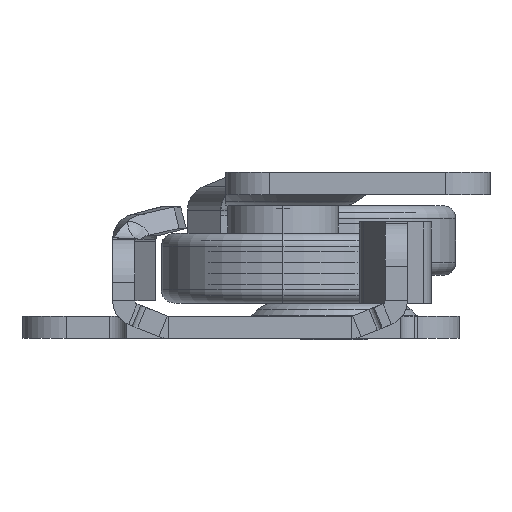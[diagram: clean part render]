
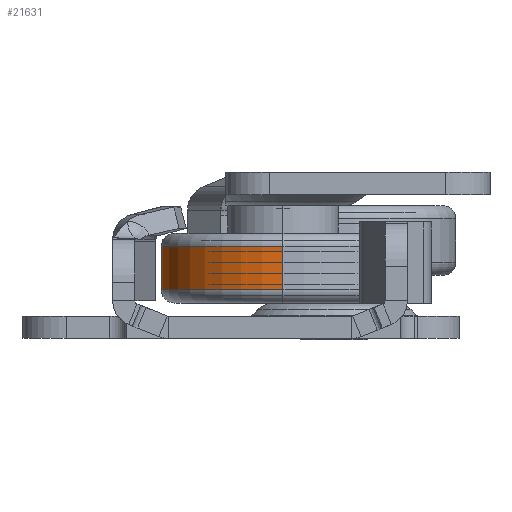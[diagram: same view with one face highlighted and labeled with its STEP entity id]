
A CAD part, left-side view. The second image highlights one B-rep face of the part: STEP entity #21631.
In plain terms, the highlighted cylindrical face has radius 11 mm (diameter 22 mm), a partial arc.
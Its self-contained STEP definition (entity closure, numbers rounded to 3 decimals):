
#1465 = ORIENTED_EDGE ( 'NONE', *, *, #14234, .T. ) ;
#1570 = DIRECTION ( 'NONE',  ( 0., 0., 1. ) ) ;
#1860 = CARTESIAN_POINT ( 'NONE',  ( 0., 0., 0. ) ) ;
#1998 = EDGE_CURVE ( 'NONE', #21458, #14102, #18420, .T. ) ;
#3123 = DIRECTION ( 'NONE',  ( 0., 0., 1. ) ) ;
#3499 = ORIENTED_EDGE ( 'NONE', *, *, #14236, .T. ) ;
#4426 = CARTESIAN_POINT ( 'NONE',  ( 5.1, 0., -11. ) ) ;
#4605 = DIRECTION ( 'NONE',  ( -1., 0., 0. ) ) ;
#4960 = FACE_OUTER_BOUND ( 'NONE', #17877, .T. ) ;
#4987 = ORIENTED_EDGE ( 'NONE', *, *, #1998, .F. ) ;
#6393 = CARTESIAN_POINT ( 'NONE',  ( 1.2, 0., 0. ) ) ;
#7160 = VERTEX_POINT ( 'NONE', #4426 ) ;
#7274 = VECTOR ( 'NONE', #22295, 1000. ) ;
#8012 = VERTEX_POINT ( 'NONE', #10411 ) ;
#8548 = LINE ( 'NONE', #17124, #7274 ) ;
#9826 = AXIS2_PLACEMENT_3D ( 'NONE', #13483, #9928, #20456 ) ;
#9928 = DIRECTION ( 'NONE',  ( -1., 0., 0. ) ) ;
#10102 = ORIENTED_EDGE ( 'NONE', *, *, #11295, .F. ) ;
#10185 = DIRECTION ( 'NONE',  ( -1., 0., 0. ) ) ;
#10411 = CARTESIAN_POINT ( 'NONE',  ( 5.1, 0., 11. ) ) ;
#10751 = AXIS2_PLACEMENT_3D ( 'NONE', #6393, #4605, #1570 ) ;
#11295 = EDGE_CURVE ( 'NONE', #7160, #21458, #14891, .T. ) ;
#11819 = DIRECTION ( 'NONE',  ( -1., 0., 0. ) ) ;
#13483 = CARTESIAN_POINT ( 'NONE',  ( 5.1, 0., 0. ) ) ;
#13509 = CARTESIAN_POINT ( 'NONE',  ( 0., 0., -11. ) ) ;
#14102 = VERTEX_POINT ( 'NONE', #18296 ) ;
#14234 = EDGE_CURVE ( 'NONE', #7160, #8012, #20427, .T. ) ;
#14236 = EDGE_CURVE ( 'NONE', #8012, #14102, #8548, .T. ) ;
#14237 = CARTESIAN_POINT ( 'NONE',  ( 1.2, 0., -11. ) ) ;
#14891 = LINE ( 'NONE', #13509, #19653 ) ;
#15450 = CYLINDRICAL_SURFACE ( 'NONE', #19590, 11. ) ;
#17124 = CARTESIAN_POINT ( 'NONE',  ( 0., 0., 11. ) ) ;
#17877 = EDGE_LOOP ( 'NONE', ( #10102, #1465, #3499, #4987 ) ) ;
#18296 = CARTESIAN_POINT ( 'NONE',  ( 1.2, 0., 11. ) ) ;
#18420 = CIRCLE ( 'NONE', #10751, 11. ) ;
#19590 = AXIS2_PLACEMENT_3D ( 'NONE', #1860, #11819, #3123 ) ;
#19653 = VECTOR ( 'NONE', #10185, 1000. ) ;
#20427 = CIRCLE ( 'NONE', #9826, 11. ) ;
#20456 = DIRECTION ( 'NONE',  ( 0., 0., 1. ) ) ;
#21458 = VERTEX_POINT ( 'NONE', #14237 ) ;
#21631 = ADVANCED_FACE ( 'NONE', ( #4960 ), #15450, .T. ) ;
#22295 = DIRECTION ( 'NONE',  ( -1., 0., 0. ) ) ;
